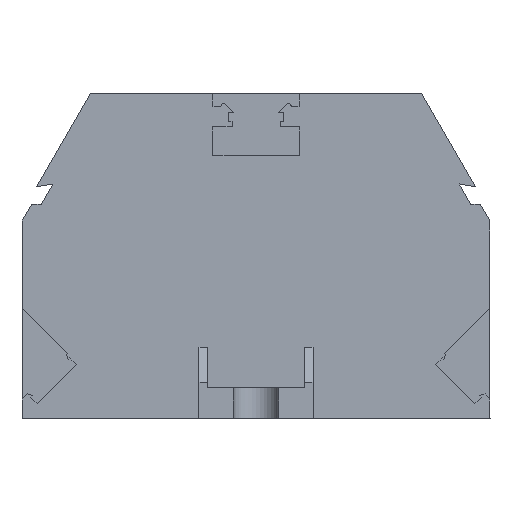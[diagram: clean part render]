
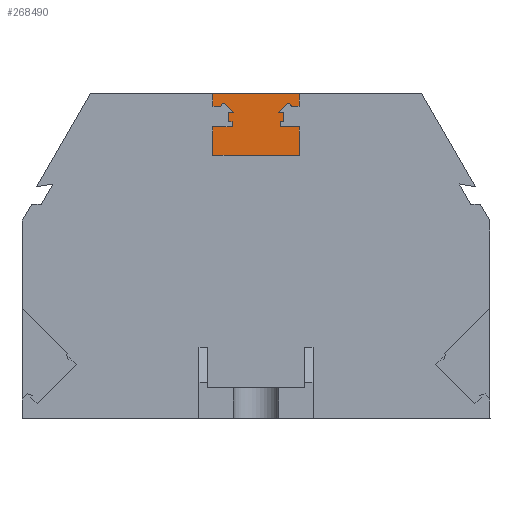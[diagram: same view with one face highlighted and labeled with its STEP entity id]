
A CAD part, left-side view. The second image highlights one B-rep face of the part: STEP entity #268490.
In plain terms, the highlighted face is planar.
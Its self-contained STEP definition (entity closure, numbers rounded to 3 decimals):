
#248150=CARTESIAN_POINT('',(-158.555,191.653,
103.5));
#248160=DIRECTION('',(0.,0.,-1.));
#248170=DIRECTION('',(-1.,0.,0.));
#248180=AXIS2_PLACEMENT_3D('',#248150,#248160,#248170);
#248190=PLANE('',#248180);
#248540=CARTESIAN_POINT('',(0.,226.097,
103.5));
#248550=DIRECTION('',(1.,0.,
0.));
#248560=VECTOR('',#248550,1.);
#248570=LINE('',#248540,#248560);
#250200=CARTESIAN_POINT('',(-154.47,224.862,
103.5));
#250210=VERTEX_POINT('',#250200);
#250240=CARTESIAN_POINT('',(0.,379.327,
103.5));
#250250=DIRECTION('',(-0.707,-0.707,
0.));
#250260=VECTOR('',#250250,1.);
#250270=LINE('',#250240,#250260);
#250280=CARTESIAN_POINT('',(-155.382,223.95,
103.5));
#250290=VERTEX_POINT('',#250280);
#250300=EDGE_CURVE('',#250210,#250290,#250270,.T.);
#250530=CARTESIAN_POINT('',(0.,222.297,
103.5));
#250540=DIRECTION('',(1.,0.,
0.));
#250550=VECTOR('',#250540,1.);
#250560=LINE('',#250530,#250550);
#250570=CARTESIAN_POINT('',(-155.213,222.3,
103.5));
#250580=VERTEX_POINT('',#250570);
#250590=CARTESIAN_POINT('',(-153.048,222.3,
103.5));
#250600=VERTEX_POINT('',#250590);
#250610=EDGE_CURVE('',#250580,#250600,#250560,.T.);
#253000=CARTESIAN_POINT('',(-153.048,226.1,
103.5));
#253010=VERTEX_POINT('',#253000);
#254100=CARTESIAN_POINT('',(-153.052,0.,103.5));
#254110=DIRECTION('',(0.,1.,
0.));
#254120=VECTOR('',#254110,1.);
#254130=LINE('',#254100,#254120);
#254140=CARTESIAN_POINT('',(-153.048,224.65,
103.5));
#254150=VERTEX_POINT('',#254140);
#254160=EDGE_CURVE('',#254150,#253010,#254130,.T.);
#255550=CARTESIAN_POINT('',(-154.773,223.95,
103.5));
#255560=VERTEX_POINT('',#255550);
#255590=CARTESIAN_POINT('',(-154.777,0.,103.5));
#255600=DIRECTION('',(0.,-1.,
0.));
#255610=VECTOR('',#255600,1.);
#255620=LINE('',#255590,#255610);
#255630=CARTESIAN_POINT('',(-154.773,222.9,
103.5));
#255640=VERTEX_POINT('',#255630);
#255650=EDGE_CURVE('',#255560,#255640,#255620,.T.);
#266200=CARTESIAN_POINT('',(-155.213,222.9,
103.5));
#266210=VERTEX_POINT('',#266200);
#266240=CARTESIAN_POINT('',(-155.217,0.,103.5));
#266250=DIRECTION('',(0.,-1.,
0.));
#266260=VECTOR('',#266250,1.);
#266270=LINE('',#266240,#266260);
#266280=EDGE_CURVE('',#266210,#250580,#266270,.T.);
#266460=CARTESIAN_POINT('',(-154.258,224.65,
103.5));
#266470=DIRECTION('',(0.,0.,-1.));
#266480=DIRECTION('',(0.,-1.,0.));
#266490=AXIS2_PLACEMENT_3D('',#266460,#266470,#266480);
#266500=CIRCLE('',#266490,0.3);
#266510=CARTESIAN_POINT('',(-153.958,224.65,
103.5));
#266520=VERTEX_POINT('',#266510);
#266530=EDGE_CURVE('',#250210,#266520,#266500,.T.);
#267240=CARTESIAN_POINT('',(-162.848,226.1,
103.5));
#267250=VERTEX_POINT('',#267240);
#267260=EDGE_CURVE('',#267250,#253010,#248570,.T.);
#267270=ORIENTED_EDGE('',*,*,#267260,.T.);
#267280=CARTESIAN_POINT('',(-162.852,0.,103.5));
#267290=DIRECTION('',(0.,-1.,
0.));
#267300=VECTOR('',#267290,1.);
#267310=LINE('',#267280,#267300);
#267320=CARTESIAN_POINT('',(-162.848,224.65,
103.5));
#267330=VERTEX_POINT('',#267320);
#267340=EDGE_CURVE('',#267250,#267330,#267310,.T.);
#267350=ORIENTED_EDGE('',*,*,#267340,.F.);
#267360=CARTESIAN_POINT('',(0.,224.647,
103.5));
#267370=DIRECTION('',(1.,0.,
0.));
#267380=VECTOR('',#267370,1.);
#267390=LINE('',#267360,#267380);
#267400=CARTESIAN_POINT('',(-161.939,224.65,
103.5));
#267410=VERTEX_POINT('',#267400);
#267420=EDGE_CURVE('',#267330,#267410,#267390,.T.);
#267430=ORIENTED_EDGE('',*,*,#267420,.F.);
#267440=CARTESIAN_POINT('',(-161.639,224.65,
103.5));
#267450=DIRECTION('',(0.,0.,-1.));
#267460=DIRECTION('',(0.,-1.,0.));
#267470=AXIS2_PLACEMENT_3D('',#267440,#267450,#267460);
#267480=CIRCLE('',#267470,0.3);
#267490=CARTESIAN_POINT('',(-161.426,224.862,
103.5));
#267500=VERTEX_POINT('',#267490);
#267510=EDGE_CURVE('',#267410,#267500,#267480,.T.);
#267520=ORIENTED_EDGE('',*,*,#267510,.F.);
#267530=CARTESIAN_POINT('',(63.428,0.,103.5));
#267540=DIRECTION('',(0.707,-0.707,
0.));
#267550=VECTOR('',#267540,1.);
#267560=LINE('',#267530,#267550);
#267570=CARTESIAN_POINT('',(-160.514,223.95,
103.5));
#267580=VERTEX_POINT('',#267570);
#267590=EDGE_CURVE('',#267500,#267580,#267560,.T.);
#267600=ORIENTED_EDGE('',*,*,#267590,.F.);
#267610=CARTESIAN_POINT('',(0.,223.947,
103.5));
#267620=DIRECTION('',(1.,0.,
0.));
#267630=VECTOR('',#267620,1.);
#267640=LINE('',#267610,#267630);
#267650=CARTESIAN_POINT('',(-161.123,223.95,
103.5));
#267660=VERTEX_POINT('',#267650);
#267670=EDGE_CURVE('',#267660,#267580,#267640,.T.);
#267680=ORIENTED_EDGE('',*,*,#267670,.T.);
#267690=CARTESIAN_POINT('',(-161.127,0.,103.5));
#267700=DIRECTION('',(0.,-1.,
0.));
#267710=VECTOR('',#267700,1.);
#267720=LINE('',#267690,#267710);
#267730=CARTESIAN_POINT('',(-161.123,222.9,
103.5));
#267740=VERTEX_POINT('',#267730);
#267750=EDGE_CURVE('',#267660,#267740,#267720,.T.);
#267760=ORIENTED_EDGE('',*,*,#267750,.F.);
#267770=CARTESIAN_POINT('',(0.,222.897,
103.5));
#267780=DIRECTION('',(-1.,0.,
0.));
#267790=VECTOR('',#267780,1.);
#267800=LINE('',#267770,#267790);
#267810=CARTESIAN_POINT('',(-160.683,222.9,
103.5));
#267820=VERTEX_POINT('',#267810);
#267830=EDGE_CURVE('',#267820,#267740,#267800,.T.);
#267840=ORIENTED_EDGE('',*,*,#267830,.T.);
#267850=CARTESIAN_POINT('',(-160.687,0.,103.5));
#267860=DIRECTION('',(0.,1.,
0.));
#267870=VECTOR('',#267860,1.);
#267880=LINE('',#267850,#267870);
#267890=CARTESIAN_POINT('',(-160.683,222.3,
103.5));
#267900=VERTEX_POINT('',#267890);
#267910=EDGE_CURVE('',#267900,#267820,#267880,.T.);
#267920=ORIENTED_EDGE('',*,*,#267910,.T.);
#267930=CARTESIAN_POINT('',(0.,222.297,
103.5));
#267940=DIRECTION('',(1.,0.,
0.));
#267950=VECTOR('',#267940,1.);
#267960=LINE('',#267930,#267950);
#267970=CARTESIAN_POINT('',(-162.848,222.3,
103.5));
#267980=VERTEX_POINT('',#267970);
#267990=EDGE_CURVE('',#267980,#267900,#267960,.T.);
#268000=ORIENTED_EDGE('',*,*,#267990,.T.);
#268010=CARTESIAN_POINT('',(-162.852,0.,103.5));
#268020=DIRECTION('',(0.,1.,
0.));
#268030=VECTOR('',#268020,1.);
#268040=LINE('',#268010,#268030);
#268050=CARTESIAN_POINT('',(-162.848,219.05,
103.5));
#268060=VERTEX_POINT('',#268050);
#268070=EDGE_CURVE('',#268060,#267980,#268040,.T.);
#268080=ORIENTED_EDGE('',*,*,#268070,.T.);
#268090=CARTESIAN_POINT('',(0.,219.047,
103.5));
#268100=DIRECTION('',(1.,0.,
0.));
#268110=VECTOR('',#268100,1.);
#268120=LINE('',#268090,#268110);
#268130=CARTESIAN_POINT('',(-153.048,219.05,
103.5));
#268140=VERTEX_POINT('',#268130);
#268150=EDGE_CURVE('',#268060,#268140,#268120,.T.);
#268160=ORIENTED_EDGE('',*,*,#268150,.F.);
#268170=CARTESIAN_POINT('',(-153.052,0.,103.5));
#268180=DIRECTION('',(0.,-1.,
0.));
#268190=VECTOR('',#268180,1.);
#268200=LINE('',#268170,#268190);
#268210=EDGE_CURVE('',#250600,#268140,#268200,.T.);
#268220=ORIENTED_EDGE('',*,*,#268210,.T.);
#268230=ORIENTED_EDGE('',*,*,#250610,.T.);
#268240=ORIENTED_EDGE('',*,*,#266280,.T.);
#268250=CARTESIAN_POINT('',(0.,222.897,
103.5));
#268260=DIRECTION('',(-1.,0.,
0.));
#268270=VECTOR('',#268260,1.);
#268280=LINE('',#268250,#268270);
#268290=EDGE_CURVE('',#255640,#266210,#268280,.T.);
#268300=ORIENTED_EDGE('',*,*,#268290,.T.);
#268310=ORIENTED_EDGE('',*,*,#255650,.T.);
#268320=CARTESIAN_POINT('',(0.,223.947,
103.5));
#268330=DIRECTION('',(-1.,0.,
0.));
#268340=VECTOR('',#268330,1.);
#268350=LINE('',#268320,#268340);
#268360=EDGE_CURVE('',#255560,#250290,#268350,.T.);
#268370=ORIENTED_EDGE('',*,*,#268360,.F.);
#268380=ORIENTED_EDGE('',*,*,#250300,.T.);
#268390=ORIENTED_EDGE('',*,*,#266530,.F.);
#268400=CARTESIAN_POINT('',(0.,224.647,
103.5));
#268410=DIRECTION('',(-1.,0.,
0.));
#268420=VECTOR('',#268410,1.);
#268430=LINE('',#268400,#268420);
#268440=EDGE_CURVE('',#254150,#266520,#268430,.T.);
#268450=ORIENTED_EDGE('',*,*,#268440,.T.);
#268460=ORIENTED_EDGE('',*,*,#254160,.F.);
#268470=EDGE_LOOP('',(#268460,#268450,#268390,#268380,#268370,#268310,
#268300,#268240,#268230,#268220,#268160,#268080,#268000,#267920,#267840,
#267760,#267680,#267600,#267520,#267430,#267350,#267270));
#268480=FACE_OUTER_BOUND('',#268470,.T.);
#268490=ADVANCED_FACE('',(#268480),#248190,.T.);
